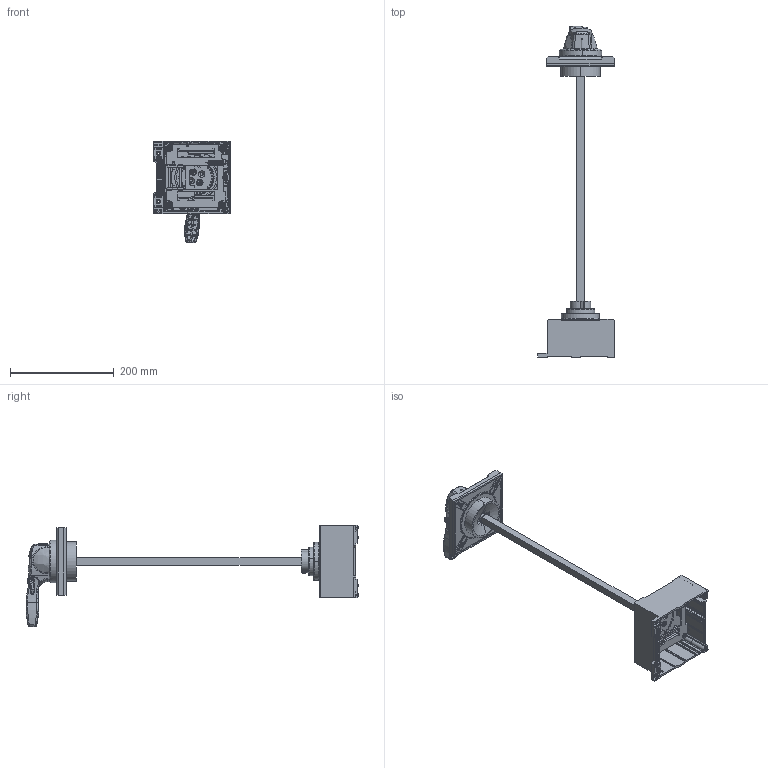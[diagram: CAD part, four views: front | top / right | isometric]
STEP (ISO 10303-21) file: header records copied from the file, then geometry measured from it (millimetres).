
FILE_DESCRIPTION(/* description */ (''),/* implementation_level */ '2;1');
FILE_NAME(/* name */ 'FILE_STP_CAD_DRAWING_3D_P5X18472UL_prt.stp',/* time_stamp */ '2025-08-29T08:47:23+02:00',/* author */ (''),/* organization */ (''),/* preprocessor_version */ 'ST-DEVELOPER v20',/* originating_system */ 'SIEMENS PLM Software NX2406.8500',/* authorisation */ '');
FILE_SCHEMA (('AUTOMOTIVE_DESIGN { 1 0 10303 214 3 1 1 1 }'));
Products named in the file (1): 3D_P5X18472UL
Bounding box: 147.5 x 638.59 x 196.16 mm (x, y, z)
Surface area: 365151.4 mm2 (no closed solid volume)
Topology: 0 solids, 217 shells, 2303 faces, 10600 edges, 8240 vertices
Faces by surface type: plane 1181, cylinder 686, torus 190, bspline 143, cone 57, revolution 20, extrusion 16, sphere 10
Entity records: 138566 total; most frequent: CARTESIAN_POINT 56767, ORIENTED_EDGE 15472, DIRECTION 14825, EDGE_CURVE 10590, VERTEX_POINT 8239, VECTOR 6177, LINE 6161, AXIS2_PLACEMENT_3D 4314
